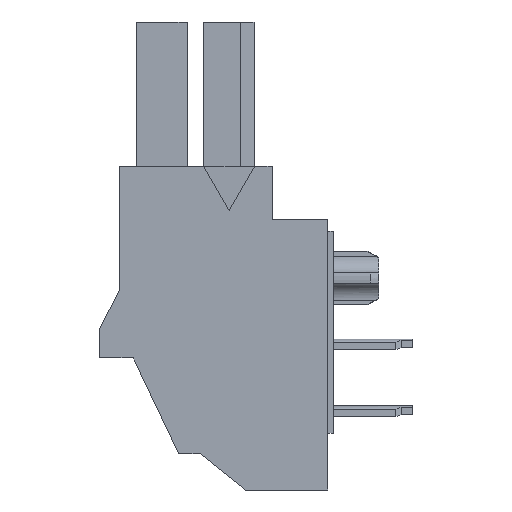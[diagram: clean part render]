
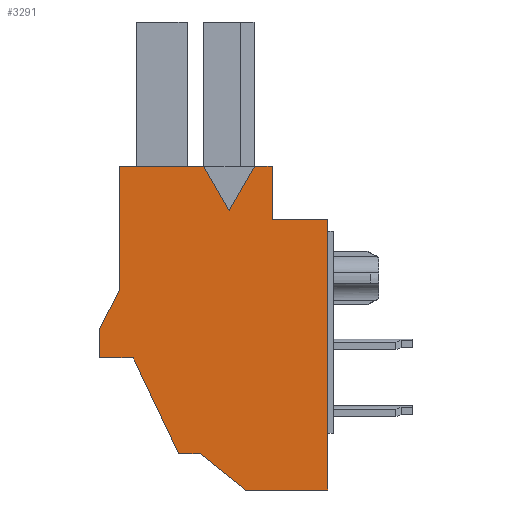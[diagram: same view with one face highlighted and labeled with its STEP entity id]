
A CAD part, left-side view. The second image highlights one B-rep face of the part: STEP entity #3291.
In plain terms, the highlighted planar face has unit normal (-1, 0, 0).
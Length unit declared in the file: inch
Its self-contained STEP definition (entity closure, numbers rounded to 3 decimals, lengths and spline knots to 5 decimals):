
#1=DIRECTION('',(0.,-0.5,-0.866));
#2=VECTOR('',#1,0.09);
#3=CARTESIAN_POINT('',(-0.132,0.018,0.));
#4=LINE('',#3,#2);
#5=DIRECTION('',(0.,-0.5,0.866));
#6=VECTOR('',#5,0.09);
#7=CARTESIAN_POINT('',(-0.132,-0.027,-0.07794));
#8=LINE('',#7,#6);
#9=DIRECTION('',(0.,-1.,0.));
#10=VECTOR('',#9,0.031);
#11=CARTESIAN_POINT('',(-0.132,-0.072,0.));
#12=LINE('',#11,#10);
#13=DIRECTION('',(0.,0.,-1.));
#14=VECTOR('',#13,0.094);
#15=CARTESIAN_POINT('',(-0.132,-0.103,0.));
#16=LINE('',#15,#14);
#17=DIRECTION('',(0.,-1.,0.));
#18=VECTOR('',#17,0.098);
#19=CARTESIAN_POINT('',(-0.132,-0.103,-0.094));
#20=LINE('',#19,#18);
#21=DIRECTION('',(0.,0.,-1.));
#22=VECTOR('',#21,0.477);
#23=CARTESIAN_POINT('',(-0.132,-0.201,-0.094));
#24=LINE('',#23,#22);
#25=DIRECTION('',(0.,1.,0.));
#26=VECTOR('',#25,0.145);
#27=CARTESIAN_POINT('',(-0.132,-0.201,-0.571));
#28=LINE('',#27,#26);
#29=DIRECTION('',(0.,0.781,0.625));
#30=VECTOR('',#29,0.10245);
#31=CARTESIAN_POINT('',(-0.132,-0.056,-0.571));
#32=LINE('',#31,#30);
#33=DIRECTION('',(0.,1.,0.));
#34=VECTOR('',#33,0.038);
#35=CARTESIAN_POINT('',(-0.132,0.024,-0.507));
#36=LINE('',#35,#34);
#37=DIRECTION('',(0.,0.428,0.904));
#38=VECTOR('',#37,0.18698);
#39=CARTESIAN_POINT('',(-0.132,0.062,-0.507));
#40=LINE('',#39,#38);
#41=DIRECTION('',(0.,1.,0.));
#42=VECTOR('',#41,0.06);
#43=CARTESIAN_POINT('',(-0.132,0.142,-0.338));
#44=LINE('',#43,#42);
#45=DIRECTION('',(0.,0.,1.));
#46=VECTOR('',#45,0.05);
#47=CARTESIAN_POINT('',(-0.132,0.202,-0.338));
#48=LINE('',#47,#46);
#49=DIRECTION('',(0.,-0.452,0.892));
#50=VECTOR('',#49,0.07737);
#51=CARTESIAN_POINT('',(-0.132,0.202,-0.288));
#52=LINE('',#51,#50);
#53=DIRECTION('',(0.,0.,1.));
#54=VECTOR('',#53,0.219);
#55=CARTESIAN_POINT('',(-0.132,0.167,-0.219));
#56=LINE('',#55,#54);
#57=DIRECTION('',(0.,-1.,0.));
#58=VECTOR('',#57,0.149);
#59=CARTESIAN_POINT('',(-0.132,0.167,0.));
#60=LINE('',#59,#58);
#2518=CARTESIAN_POINT('',(-0.132,-0.103,0.));
#2519=CARTESIAN_POINT('',(-0.132,-0.103,-0.094));
#2520=VERTEX_POINT('',#2518);
#2521=VERTEX_POINT('',#2519);
#2522=CARTESIAN_POINT('',(-0.132,-0.201,-0.094));
#2523=VERTEX_POINT('',#2522);
#2524=CARTESIAN_POINT('',(-0.132,-0.201,-0.571));
#2525=VERTEX_POINT('',#2524);
#2526=CARTESIAN_POINT('',(-0.132,-0.056,-0.571));
#2527=VERTEX_POINT('',#2526);
#2528=CARTESIAN_POINT('',(-0.132,0.024,-0.507));
#2529=VERTEX_POINT('',#2528);
#2530=CARTESIAN_POINT('',(-0.132,0.062,-0.507));
#2531=VERTEX_POINT('',#2530);
#2532=CARTESIAN_POINT('',(-0.132,0.142,-0.338));
#2533=VERTEX_POINT('',#2532);
#2534=CARTESIAN_POINT('',(-0.132,0.202,-0.338));
#2535=VERTEX_POINT('',#2534);
#2536=CARTESIAN_POINT('',(-0.132,0.202,-0.288));
#2537=VERTEX_POINT('',#2536);
#2538=CARTESIAN_POINT('',(-0.132,0.167,-0.219));
#2539=VERTEX_POINT('',#2538);
#2540=CARTESIAN_POINT('',(-0.132,0.167,0.));
#2541=VERTEX_POINT('',#2540);
#2794=CARTESIAN_POINT('',(-0.132,0.018,0.));
#2795=CARTESIAN_POINT('',(-0.132,-0.027,-0.07794));
#2796=VERTEX_POINT('',#2794);
#2797=VERTEX_POINT('',#2795);
#2798=CARTESIAN_POINT('',(-0.132,-0.072,0.));
#2799=VERTEX_POINT('',#2798);
#3254=CARTESIAN_POINT('',(-0.132,0.,0.));
#3255=DIRECTION('',(1.,0.,0.));
#3256=DIRECTION('',(0.,0.,-1.));
#3257=AXIS2_PLACEMENT_3D('',#3254,#3255,#3256);
#3258=PLANE('',#3257);
#3260=ORIENTED_EDGE('',*,*,#3259,.T.);
#3262=ORIENTED_EDGE('',*,*,#3261,.T.);
#3264=ORIENTED_EDGE('',*,*,#3263,.T.);
#3266=ORIENTED_EDGE('',*,*,#3265,.T.);
#3268=ORIENTED_EDGE('',*,*,#3267,.T.);
#3270=ORIENTED_EDGE('',*,*,#3269,.T.);
#3272=ORIENTED_EDGE('',*,*,#3271,.T.);
#3274=ORIENTED_EDGE('',*,*,#3273,.T.);
#3276=ORIENTED_EDGE('',*,*,#3275,.T.);
#3278=ORIENTED_EDGE('',*,*,#3277,.T.);
#3280=ORIENTED_EDGE('',*,*,#3279,.T.);
#3282=ORIENTED_EDGE('',*,*,#3281,.T.);
#3284=ORIENTED_EDGE('',*,*,#3283,.T.);
#3286=ORIENTED_EDGE('',*,*,#3285,.T.);
#3288=ORIENTED_EDGE('',*,*,#3287,.T.);
#3289=EDGE_LOOP('',(#3260,#3262,#3264,#3266,#3268,#3270,#3272,#3274,#3276,#3278,
#3280,#3282,#3284,#3286,#3288));
#3290=FACE_OUTER_BOUND('',#3289,.F.);
#3291=ADVANCED_FACE('',(#3290),#3258,.F.);
#3259=EDGE_CURVE('',#2796,#2797,#4,.T.);
#3261=EDGE_CURVE('',#2797,#2799,#8,.T.);
#3263=EDGE_CURVE('',#2799,#2520,#12,.T.);
#3265=EDGE_CURVE('',#2520,#2521,#16,.T.);
#3267=EDGE_CURVE('',#2521,#2523,#20,.T.);
#3269=EDGE_CURVE('',#2523,#2525,#24,.T.);
#3271=EDGE_CURVE('',#2525,#2527,#28,.T.);
#3273=EDGE_CURVE('',#2527,#2529,#32,.T.);
#3275=EDGE_CURVE('',#2529,#2531,#36,.T.);
#3277=EDGE_CURVE('',#2531,#2533,#40,.T.);
#3279=EDGE_CURVE('',#2533,#2535,#44,.T.);
#3281=EDGE_CURVE('',#2535,#2537,#48,.T.);
#3283=EDGE_CURVE('',#2537,#2539,#52,.T.);
#3285=EDGE_CURVE('',#2539,#2541,#56,.T.);
#3287=EDGE_CURVE('',#2541,#2796,#60,.T.);
